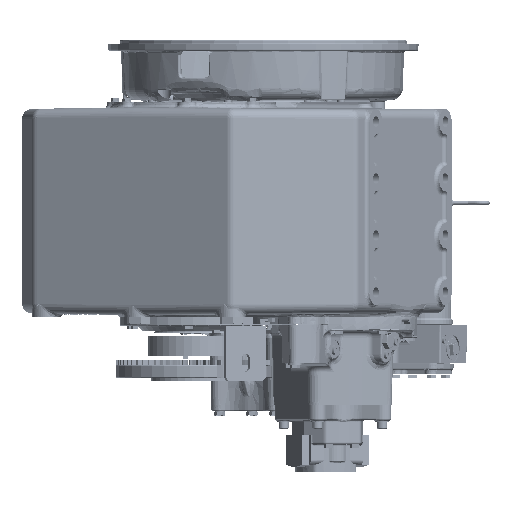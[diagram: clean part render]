
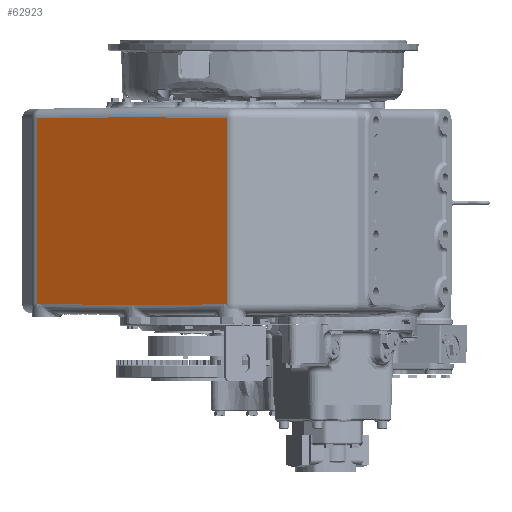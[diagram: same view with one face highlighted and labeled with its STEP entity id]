
A CAD part, front view. The second image highlights one B-rep face of the part: STEP entity #62923.
In plain terms, the highlighted planar face has unit normal (-0.5, -0.866, 0).
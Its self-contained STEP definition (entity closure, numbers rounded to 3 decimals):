
#22331 = LINE ( 'NONE', #104703, #22333 ) ;
#22333 = VECTOR ( 'NONE', #104719, 1000. ) ;
#22345 = VECTOR ( 'NONE', #104727, 1000. ) ;
#22349 = LINE ( 'NONE', #104722, #22345 ) ;
#22353 = LINE ( 'NONE', #104780, #22374 ) ;
#22358 = VECTOR ( 'NONE', #104754, 1000. ) ;
#22362 = LINE ( 'NONE', #104747, #22358 ) ;
#22370 = LINE ( 'NONE', #104775, #22372 ) ;
#22372 = VECTOR ( 'NONE', #104778, 1000. ) ;
#22373 = VECTOR ( 'NONE', #104797, 1000. ) ;
#22374 = VECTOR ( 'NONE', #104785, 1000. ) ;
#22375 = LINE ( 'NONE', #104788, #22373 ) ;
#36312 = CARTESIAN_POINT ( 'NONE',  ( -65.261, -504.916, 22.373 ) ) ;
#40042 = CARTESIAN_POINT ( 'NONE',  ( -234.923, -406.961, 20.663 ) ) ;
#42204 = CARTESIAN_POINT ( 'NONE',  ( -58.974, -508.545, -880.364 ) ) ;
#42221 = PLANE ( 'NONE',  #291884 ) ;
#42250 = DIRECTION ( 'NONE',  ( 0.5, 0.866, 0. ) ) ;
#42253 = DIRECTION ( 'NONE',  ( 0., 0., -1. ) ) ;
#52072 = CARTESIAN_POINT ( 'NONE',  ( -399.928, -311.695, 23.015 ) ) ;
#59118 = VERTEX_POINT ( 'NONE', #124868 ) ;
#59411 = VERTEX_POINT ( 'NONE', #124936 ) ;
#60288 = VERTEX_POINT ( 'NONE', #125148 ) ;
#60924 = VERTEX_POINT ( 'NONE', #40042 ) ;
#62923 = ADVANCED_FACE ( 'NONE', ( #69012 ), #42221, .F. ) ;
#69012 = FACE_OUTER_BOUND ( 'NONE', #221019, .T. ) ;
#98695 = EDGE_CURVE ( 'NONE', #59118, #148697, #162001, .T. ) ;
#98770 = EDGE_CURVE ( 'NONE', #148697, #60288, #162167, .T. ) ;
#104703 = CARTESIAN_POINT ( 'NONE',  ( -404.639, -308.975, -880.364 ) ) ;
#104719 = DIRECTION ( 'NONE',  ( 0., 0., -1. ) ) ;
#104722 = CARTESIAN_POINT ( 'NONE',  ( -234.763, -407.054, 20.661 ) ) ;
#104727 = DIRECTION ( 'NONE',  ( 0.866, -0.5, -0.012 ) ) ;
#104747 = CARTESIAN_POINT ( 'NONE',  ( -404.452, -309.083, 353.602 ) ) ;
#104754 = DIRECTION ( 'NONE',  ( -0.866, 0.5, -0.012 ) ) ;
#104775 = CARTESIAN_POINT ( 'NONE',  ( -65.261, -504.916, -880.364 ) ) ;
#104778 = DIRECTION ( 'NONE',  ( 0., 0., 1. ) ) ;
#104780 = CARTESIAN_POINT ( 'NONE',  ( -65.393, -504.839, 22.371 ) ) ;
#104785 = DIRECTION ( 'NONE',  ( 0.866, -0.5, 0.009 ) ) ;
#104788 = CARTESIAN_POINT ( 'NONE',  ( -235.082, -406.869, 356.021 ) ) ;
#104797 = DIRECTION ( 'NONE',  ( -0.866, 0.5, 0.009 ) ) ;
#118316 = CARTESIAN_POINT ( 'NONE',  ( -65.261, -504.916, 354.309 ) ) ;
#124868 = CARTESIAN_POINT ( 'NONE',  ( -404.639, -308.975, 23.082 ) ) ;
#124936 = CARTESIAN_POINT ( 'NONE',  ( -69.972, -502.195, 22.325 ) ) ;
#125148 = CARTESIAN_POINT ( 'NONE',  ( -234.95, -406.945, 20.663 ) ) ;
#126483 = CARTESIAN_POINT ( 'NONE',  ( -234.923, -406.961, 356.019 ) ) ;
#137708 = VERTEX_POINT ( 'NONE', #118316 ) ;
#138492 = EDGE_CURVE ( 'NONE', #138860, #59118, #22331, .T. ) ;
#138496 = EDGE_CURVE ( 'NONE', #60288, #60924, #22349, .T. ) ;
#138506 = EDGE_CURVE ( 'NONE', #139515, #138860, #22362, .T. ) ;
#138516 = EDGE_CURVE ( 'NONE', #139280, #137708, #22370, .T. ) ;
#138519 = EDGE_CURVE ( 'NONE', #59411, #139280, #22353, .T. ) ;
#138523 = EDGE_CURVE ( 'NONE', #137708, #139515, #22375, .T. ) ;
#138860 = VERTEX_POINT ( 'NONE', #310105 ) ;
#139280 = VERTEX_POINT ( 'NONE', #36312 ) ;
#139515 = VERTEX_POINT ( 'NONE', #126483 ) ;
#148697 = VERTEX_POINT ( 'NONE', #52072 ) ;
#153771 = CARTESIAN_POINT ( 'NONE',  ( -234.763, -407.054, 20.661 ) ) ;
#153850 = DIRECTION ( 'NONE',  ( 0.866, -0.5, -0.012 ) ) ;
#154805 = CARTESIAN_POINT ( 'NONE',  ( -234.763, -407.054, 20.661 ) ) ;
#154808 = DIRECTION ( 'NONE',  ( 0.866, -0.5, -0.012 ) ) ;
#161957 = VECTOR ( 'NONE', #153850, 1000. ) ;
#162001 = LINE ( 'NONE', #153771, #161957 ) ;
#162138 = VECTOR ( 'NONE', #154808, 1000. ) ;
#162167 = LINE ( 'NONE', #154805, #162138 ) ;
#210542 = EDGE_CURVE ( 'NONE', #60924, #59411, #290172, .T. ) ;
#221019 = EDGE_LOOP ( 'NONE', ( #259930, #259932, #259934, #259936, #259937, #259939, #259941, #259943, #259946 ) ) ;
#230089 = CARTESIAN_POINT ( 'NONE',  ( -65.393, -504.839, 22.371 ) ) ;
#230093 = DIRECTION ( 'NONE',  ( 0.866, -0.5, 0.009 ) ) ;
#259930 = ORIENTED_EDGE ( 'NONE', *, *, #138523, .T. ) ;
#259932 = ORIENTED_EDGE ( 'NONE', *, *, #138506, .T. ) ;
#259934 = ORIENTED_EDGE ( 'NONE', *, *, #138492, .T. ) ;
#259936 = ORIENTED_EDGE ( 'NONE', *, *, #98695, .T. ) ;
#259937 = ORIENTED_EDGE ( 'NONE', *, *, #98770, .T. ) ;
#259939 = ORIENTED_EDGE ( 'NONE', *, *, #138496, .T. ) ;
#259941 = ORIENTED_EDGE ( 'NONE', *, *, #210542, .T. ) ;
#259943 = ORIENTED_EDGE ( 'NONE', *, *, #138519, .T. ) ;
#259946 = ORIENTED_EDGE ( 'NONE', *, *, #138516, .T. ) ;
#290157 = VECTOR ( 'NONE', #230093, 1000. ) ;
#290172 = LINE ( 'NONE', #230089, #290157 ) ;
#291884 = AXIS2_PLACEMENT_3D ( 'NONE', #42204, #42250, #42253 ) ;
#310105 = CARTESIAN_POINT ( 'NONE',  ( -404.639, -308.975, 353.6 ) ) ;
